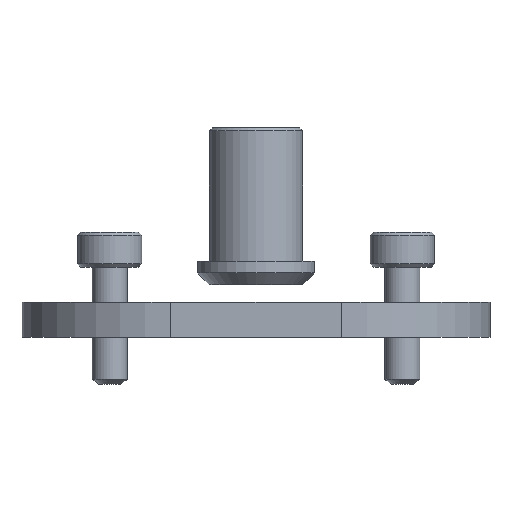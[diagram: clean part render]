
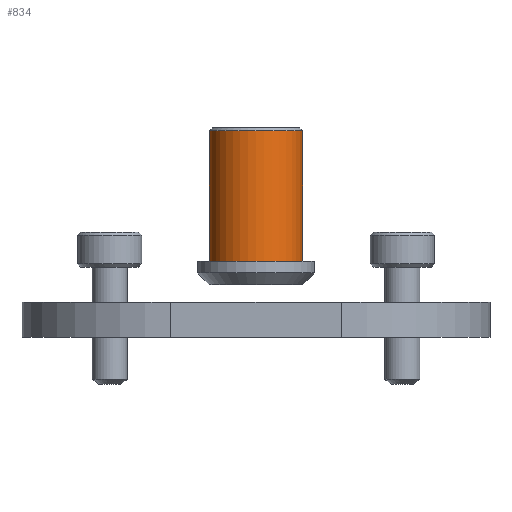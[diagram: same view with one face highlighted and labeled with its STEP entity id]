
A CAD part, front view. The second image highlights one B-rep face of the part: STEP entity #834.
In plain terms, the highlighted cylindrical face has radius 3.98 mm (diameter 7.96 mm), a partial arc.
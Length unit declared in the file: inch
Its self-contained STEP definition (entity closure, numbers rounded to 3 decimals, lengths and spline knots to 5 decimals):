
#15 = ORIENTED_EDGE ( 'NONE', *, *, #2904, .T. ) ;
#35 = CARTESIAN_POINT ( 'NONE',  ( 0.15669, 0., 0.20177 ) ) ;
#92 = EDGE_CURVE ( 'NONE', #2078, #1460, #2021, .T. ) ;
#350 = AXIS2_PLACEMENT_3D ( 'NONE', #2920, #621, #2243 ) ;
#489 = EDGE_LOOP ( 'NONE', ( #2229, #1890, #15, #711 ) ) ;
#516 = CARTESIAN_POINT ( 'NONE',  ( 0.15669, 0., -0.31594 ) ) ;
#601 = AXIS2_PLACEMENT_3D ( 'NONE', #2925, #1380, #2279 ) ;
#621 = DIRECTION ( 'NONE',  ( 0., 0., -1. ) ) ;
#639 = FACE_OUTER_BOUND ( 'NONE', #489, .T. ) ;
#711 = ORIENTED_EDGE ( 'NONE', *, *, #92, .F. ) ;
#834 = ADVANCED_FACE ( 'NONE', ( #639 ), #2000, .T. ) ;
#954 = EDGE_CURVE ( 'NONE', #2122, #2078, #2807, .T. ) ;
#986 = CARTESIAN_POINT ( 'NONE',  ( -0.15669, 0., 0.20177 ) ) ;
#1166 = DIRECTION ( 'NONE',  ( 0., 0., -1. ) ) ;
#1193 = DIRECTION ( 'NONE',  ( -1., 0., 0. ) ) ;
#1380 = DIRECTION ( 'NONE',  ( 0., 0., -1. ) ) ;
#1460 = VERTEX_POINT ( 'NONE', #1959 ) ;
#1879 = CIRCLE ( 'NONE', #350, 0.15669 ) ;
#1890 = ORIENTED_EDGE ( 'NONE', *, *, #2870, .T. ) ;
#1959 = CARTESIAN_POINT ( 'NONE',  ( -0.15669, 0., -0.2372 ) ) ;
#2000 = CYLINDRICAL_SURFACE ( 'NONE', #601, 0.15669 ) ;
#2021 = CIRCLE ( 'NONE', #2406, 0.15669 ) ;
#2078 = VERTEX_POINT ( 'NONE', #2465 ) ;
#2122 = VERTEX_POINT ( 'NONE', #35 ) ;
#2229 = ORIENTED_EDGE ( 'NONE', *, *, #954, .F. ) ;
#2243 = DIRECTION ( 'NONE',  ( -1., 0., 0. ) ) ;
#2257 = DIRECTION ( 'NONE',  ( 0., 0., -1. ) ) ;
#2279 = DIRECTION ( 'NONE',  ( -1., 0., 0. ) ) ;
#2313 = VECTOR ( 'NONE', #1166, 39.37008 ) ;
#2347 = CARTESIAN_POINT ( 'NONE',  ( 0., 0., -0.2372 ) ) ;
#2406 = AXIS2_PLACEMENT_3D ( 'NONE', #2347, #2566, #1193 ) ;
#2465 = CARTESIAN_POINT ( 'NONE',  ( 0.15669, 0., -0.2372 ) ) ;
#2566 = DIRECTION ( 'NONE',  ( 0., 0., -1. ) ) ;
#2591 = CARTESIAN_POINT ( 'NONE',  ( -0.15669, 0., -0.31594 ) ) ;
#2689 = VERTEX_POINT ( 'NONE', #986 ) ;
#2749 = VECTOR ( 'NONE', #2257, 39.37008 ) ;
#2807 = LINE ( 'NONE', #516, #2313 ) ;
#2870 = EDGE_CURVE ( 'NONE', #2122, #2689, #1879, .T. ) ;
#2904 = EDGE_CURVE ( 'NONE', #2689, #1460, #2965, .T. ) ;
#2920 = CARTESIAN_POINT ( 'NONE',  ( 0., 0., 0.20177 ) ) ;
#2925 = CARTESIAN_POINT ( 'NONE',  ( 0., 0., -0.31594 ) ) ;
#2965 = LINE ( 'NONE', #2591, #2749 ) ;
